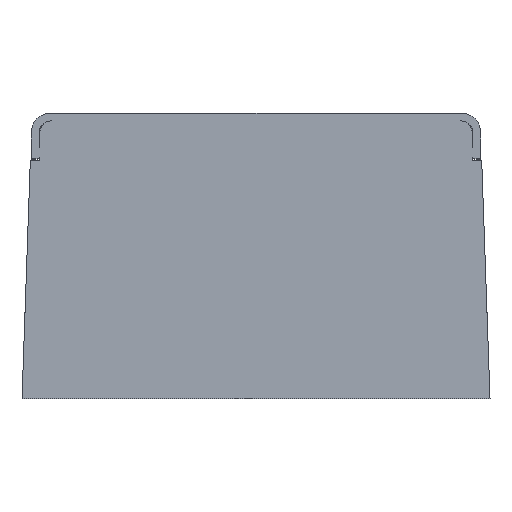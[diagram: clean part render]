
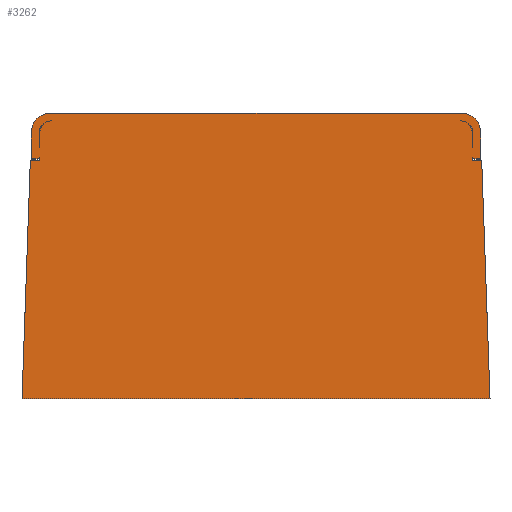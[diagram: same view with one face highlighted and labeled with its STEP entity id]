
A CAD part, top view. The second image highlights one B-rep face of the part: STEP entity #3262.
In plain terms, the highlighted planar face has unit normal (0, 0, 1).
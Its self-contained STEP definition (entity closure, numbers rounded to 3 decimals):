
#1143=CARTESIAN_POINT('',(51.5,31.,30.));
#1144=DIRECTION('',(0.,0.,1.));
#1145=DIRECTION('',(1.,0.,0.));
#1146=AXIS2_PLACEMENT_3D('',#1143,#1144,#1145);
#1148=DIRECTION('',(0.,1.,0.));
#1149=VECTOR('',#1148,3.6);
#1150=CARTESIAN_POINT('',(54.5,27.4,30.));
#1151=LINE('',#1150,#1149);
#1152=CARTESIAN_POINT('',(53.7,28.,30.));
#1153=DIRECTION('',(0.,0.,-1.));
#1154=DIRECTION('',(1.,0.,0.));
#1155=AXIS2_PLACEMENT_3D('',#1152,#1153,#1154);
#1157=DIRECTION('',(0.,-1.,0.));
#1158=VECTOR('',#1157,3.);
#1159=CARTESIAN_POINT('',(54.7,31.,30.));
#1160=LINE('',#1159,#1158);
#1161=CARTESIAN_POINT('',(51.7,31.,30.));
#1162=DIRECTION('',(0.,0.,-1.));
#1163=DIRECTION('',(0.,1.,0.));
#1164=AXIS2_PLACEMENT_3D('',#1161,#1162,#1163);
#1166=DIRECTION('',(0.,-1.,0.));
#1167=VECTOR('',#1166,0.673);
#1168=CARTESIAN_POINT('',(-54.5,24.673,30.));
#1169=LINE('',#1168,#1167);
#1170=CARTESIAN_POINT('',(-55.2,26.,30.));
#1171=DIRECTION('',(0.,0.,1.));
#1172=DIRECTION('',(0.,-1.,0.));
#1173=AXIS2_PLACEMENT_3D('',#1170,#1171,#1172);
#1175=DIRECTION('',(1.,0.,0.));
#1176=VECTOR('',#1175,1.5);
#1177=CARTESIAN_POINT('',(-56.7,24.5,30.));
#1178=LINE('',#1177,#1176);
#1179=DIRECTION('',(0.,-1.,0.));
#1180=VECTOR('',#1179,6.5);
#1181=CARTESIAN_POINT('',(-56.7,31.,30.));
#1182=LINE('',#1181,#1180);
#1183=CARTESIAN_POINT('',(-51.7,31.,30.));
#1184=DIRECTION('',(0.,0.,1.));
#1185=DIRECTION('',(0.,1.,0.));
#1186=AXIS2_PLACEMENT_3D('',#1183,#1184,#1185);
#1188=DIRECTION('',(-1.,0.,0.));
#1189=VECTOR('',#1188,103.4);
#1190=CARTESIAN_POINT('',(51.7,36.,30.));
#1191=LINE('',#1190,#1189);
#1192=CARTESIAN_POINT('',(51.7,31.,30.));
#1193=DIRECTION('',(0.,0.,1.));
#1194=DIRECTION('',(1.,0.,0.));
#1195=AXIS2_PLACEMENT_3D('',#1192,#1193,#1194);
#1197=DIRECTION('',(0.,1.,0.));
#1198=VECTOR('',#1197,6.5);
#1199=CARTESIAN_POINT('',(56.7,24.5,30.));
#1200=LINE('',#1199,#1198);
#1201=DIRECTION('',(1.,0.,0.));
#1202=VECTOR('',#1201,1.5);
#1203=CARTESIAN_POINT('',(55.2,24.5,30.));
#1204=LINE('',#1203,#1202);
#1205=CARTESIAN_POINT('',(55.2,26.,30.));
#1206=DIRECTION('',(0.,0.,1.));
#1207=DIRECTION('',(-0.467,-0.884,0.));
#1208=AXIS2_PLACEMENT_3D('',#1205,#1206,#1207);
#1210=DIRECTION('',(0.,1.,0.));
#1211=VECTOR('',#1210,0.673);
#1212=CARTESIAN_POINT('',(54.5,24.,30.));
#1213=LINE('',#1212,#1211);
#1214=DIRECTION('',(-1.,0.,0.));
#1215=VECTOR('',#1214,2.405);
#1216=CARTESIAN_POINT('',(56.905,24.,30.));
#1217=LINE('',#1216,#1215);
#1218=DIRECTION('',(-0.035,0.999,0.));
#1219=VECTOR('',#1218,60.037);
#1220=CARTESIAN_POINT('',(59.,-36.,30.));
#1221=LINE('',#1220,#1219);
#1222=DIRECTION('',(1.,0.,0.));
#1223=VECTOR('',#1222,118.);
#1224=CARTESIAN_POINT('',(-59.,-36.,30.));
#1225=LINE('',#1224,#1223);
#1226=DIRECTION('',(-0.035,-0.999,0.));
#1227=VECTOR('',#1226,60.037);
#1228=CARTESIAN_POINT('',(-56.905,24.,30.));
#1229=LINE('',#1228,#1227);
#1230=DIRECTION('',(-1.,0.,0.));
#1231=VECTOR('',#1230,2.405);
#1232=CARTESIAN_POINT('',(-54.5,24.,30.));
#1233=LINE('',#1232,#1231);
#1234=CARTESIAN_POINT('',(-51.7,31.,30.));
#1235=DIRECTION('',(0.,0.,-1.));
#1236=DIRECTION('',(-1.,0.,0.));
#1237=AXIS2_PLACEMENT_3D('',#1234,#1235,#1236);
#1239=DIRECTION('',(0.,1.,0.));
#1240=VECTOR('',#1239,3.);
#1241=CARTESIAN_POINT('',(-54.7,28.,30.));
#1242=LINE('',#1241,#1240);
#1243=CARTESIAN_POINT('',(-53.7,28.,30.));
#1244=DIRECTION('',(0.,0.,-1.));
#1245=DIRECTION('',(-0.8,-0.6,0.));
#1246=AXIS2_PLACEMENT_3D('',#1243,#1244,#1245);
#1248=DIRECTION('',(0.,-1.,0.));
#1249=VECTOR('',#1248,3.6);
#1250=CARTESIAN_POINT('',(-54.5,31.,30.));
#1251=LINE('',#1250,#1249);
#1252=CARTESIAN_POINT('',(-51.5,31.,30.));
#1253=DIRECTION('',(0.,0.,1.));
#1254=DIRECTION('',(-0.067,0.998,0.));
#1255=AXIS2_PLACEMENT_3D('',#1252,#1253,#1254);
#1537=CARTESIAN_POINT('',(-54.5,24.,30.));
#1538=CARTESIAN_POINT('',(-56.905,24.,30.));
#1539=VERTEX_POINT('',#1537);
#1540=VERTEX_POINT('',#1538);
#1541=CARTESIAN_POINT('',(-59.,-36.,30.));
#1542=VERTEX_POINT('',#1541);
#1543=CARTESIAN_POINT('',(59.,-36.,30.));
#1544=VERTEX_POINT('',#1543);
#1545=CARTESIAN_POINT('',(56.905,24.,30.));
#1546=VERTEX_POINT('',#1545);
#1547=CARTESIAN_POINT('',(54.5,24.,30.));
#1548=VERTEX_POINT('',#1547);
#1610=CARTESIAN_POINT('',(54.5,31.,30.));
#1612=VERTEX_POINT('',#1610);
#1618=CARTESIAN_POINT('',(-54.5,31.,30.));
#1620=VERTEX_POINT('',#1618);
#1761=CARTESIAN_POINT('',(51.7,34.,30.));
#1762=CARTESIAN_POINT('',(54.7,31.,30.));
#1763=VERTEX_POINT('',#1761);
#1764=VERTEX_POINT('',#1762);
#1765=CARTESIAN_POINT('',(54.7,28.,30.));
#1766=VERTEX_POINT('',#1765);
#1767=CARTESIAN_POINT('',(55.2,24.5,30.));
#1768=CARTESIAN_POINT('',(56.7,24.5,30.));
#1769=VERTEX_POINT('',#1767);
#1770=VERTEX_POINT('',#1768);
#1771=CARTESIAN_POINT('',(56.7,31.,30.));
#1772=VERTEX_POINT('',#1771);
#1773=CARTESIAN_POINT('',(51.7,36.,30.));
#1774=VERTEX_POINT('',#1773);
#1775=CARTESIAN_POINT('',(-51.7,36.,30.));
#1776=VERTEX_POINT('',#1775);
#1777=CARTESIAN_POINT('',(-56.7,31.,30.));
#1778=VERTEX_POINT('',#1777);
#1779=CARTESIAN_POINT('',(-56.7,24.5,30.));
#1780=VERTEX_POINT('',#1779);
#1781=CARTESIAN_POINT('',(-55.2,24.5,30.));
#1782=VERTEX_POINT('',#1781);
#1783=CARTESIAN_POINT('',(-54.7,28.,30.));
#1784=CARTESIAN_POINT('',(-54.7,31.,30.));
#1785=VERTEX_POINT('',#1783);
#1786=VERTEX_POINT('',#1784);
#1787=CARTESIAN_POINT('',(-51.7,34.,30.));
#1788=VERTEX_POINT('',#1787);
#1794=CARTESIAN_POINT('',(54.5,24.673,30.));
#1796=VERTEX_POINT('',#1794);
#1802=CARTESIAN_POINT('',(54.5,27.4,30.));
#1804=VERTEX_POINT('',#1802);
#1826=CARTESIAN_POINT('',(-54.5,27.4,30.));
#1828=VERTEX_POINT('',#1826);
#1834=CARTESIAN_POINT('',(-54.5,24.673,30.));
#1836=VERTEX_POINT('',#1834);
#3208=CARTESIAN_POINT('',(0.,0.,30.));
#3209=DIRECTION('',(0.,0.,1.));
#3210=DIRECTION('',(1.,0.,0.));
#3211=AXIS2_PLACEMENT_3D('',#3208,#3209,#3210);
#3212=PLANE('',#3211);
#3213=ORIENTED_EDGE('',*,*,#2942,.F.);
#3214=ORIENTED_EDGE('',*,*,#2912,.F.);
#3216=ORIENTED_EDGE('',*,*,#3215,.F.);
#3218=ORIENTED_EDGE('',*,*,#3217,.F.);
#3220=ORIENTED_EDGE('',*,*,#3219,.F.);
#3222=ORIENTED_EDGE('',*,*,#3221,.F.);
#3224=ORIENTED_EDGE('',*,*,#3223,.F.);
#3226=ORIENTED_EDGE('',*,*,#3225,.F.);
#3228=ORIENTED_EDGE('',*,*,#3227,.F.);
#3230=ORIENTED_EDGE('',*,*,#3229,.F.);
#3232=ORIENTED_EDGE('',*,*,#3231,.F.);
#3234=ORIENTED_EDGE('',*,*,#3233,.F.);
#3236=ORIENTED_EDGE('',*,*,#3235,.F.);
#3237=ORIENTED_EDGE('',*,*,#3092,.F.);
#3238=ORIENTED_EDGE('',*,*,#2988,.F.);
#3239=ORIENTED_EDGE('',*,*,#2971,.F.);
#3240=EDGE_LOOP('',(#3213,#3214,#3216,#3218,#3220,#3222,#3224,#3226,#3228,#3230,
#3232,#3234,#3236,#3237,#3238,#3239));
#3241=FACE_OUTER_BOUND('',#3240,.F.);
#3243=ORIENTED_EDGE('',*,*,#3242,.F.);
#3245=ORIENTED_EDGE('',*,*,#3244,.F.);
#3247=ORIENTED_EDGE('',*,*,#3246,.F.);
#3249=ORIENTED_EDGE('',*,*,#3248,.F.);
#3251=ORIENTED_EDGE('',*,*,#3250,.F.);
#3252=EDGE_LOOP('',(#3243,#3245,#3247,#3249,#3251));
#3253=FACE_BOUND('',#3252,.F.);
#3255=ORIENTED_EDGE('',*,*,#3254,.F.);
#3256=ORIENTED_EDGE('',*,*,#3201,.F.);
#3257=ORIENTED_EDGE('',*,*,#2892,.F.);
#3258=ORIENTED_EDGE('',*,*,#2876,.F.);
#3259=ORIENTED_EDGE('',*,*,#2845,.F.);
#3260=EDGE_LOOP('',(#3255,#3256,#3257,#3258,#3259));
#3261=FACE_BOUND('',#3260,.F.);
#1147=CIRCLE('',#1146,3.);
#1156=CIRCLE('',#1155,1.);
#1165=CIRCLE('',#1164,3.);
#1174=CIRCLE('',#1173,1.5);
#1187=CIRCLE('',#1186,5.);
#1196=CIRCLE('',#1195,5.);
#1209=CIRCLE('',#1208,1.5);
#1238=CIRCLE('',#1237,3.);
#1247=CIRCLE('',#1246,1.);
#1256=CIRCLE('',#1255,3.);
#2845=EDGE_CURVE('',#1788,#1620,#1256,.T.);
#2876=EDGE_CURVE('',#1620,#1828,#1251,.T.);
#2892=EDGE_CURVE('',#1828,#1785,#1247,.T.);
#2912=EDGE_CURVE('',#1782,#1836,#1174,.T.);
#2942=EDGE_CURVE('',#1836,#1539,#1169,.T.);
#2971=EDGE_CURVE('',#1539,#1540,#1233,.T.);
#2988=EDGE_CURVE('',#1540,#1542,#1229,.T.);
#3092=EDGE_CURVE('',#1542,#1544,#1225,.T.);
#3201=EDGE_CURVE('',#1785,#1786,#1242,.T.);
#3215=EDGE_CURVE('',#1780,#1782,#1178,.T.);
#3217=EDGE_CURVE('',#1778,#1780,#1182,.T.);
#3219=EDGE_CURVE('',#1776,#1778,#1187,.T.);
#3221=EDGE_CURVE('',#1774,#1776,#1191,.T.);
#3223=EDGE_CURVE('',#1772,#1774,#1196,.T.);
#3225=EDGE_CURVE('',#1770,#1772,#1200,.T.);
#3227=EDGE_CURVE('',#1769,#1770,#1204,.T.);
#3229=EDGE_CURVE('',#1796,#1769,#1209,.T.);
#3231=EDGE_CURVE('',#1548,#1796,#1213,.T.);
#3233=EDGE_CURVE('',#1546,#1548,#1217,.T.);
#3235=EDGE_CURVE('',#1544,#1546,#1221,.T.);
#3242=EDGE_CURVE('',#1612,#1763,#1147,.T.);
#3244=EDGE_CURVE('',#1804,#1612,#1151,.T.);
#3246=EDGE_CURVE('',#1766,#1804,#1156,.T.);
#3248=EDGE_CURVE('',#1764,#1766,#1160,.T.);
#3250=EDGE_CURVE('',#1763,#1764,#1165,.T.);
#3254=EDGE_CURVE('',#1786,#1788,#1238,.T.);
#3262=ADVANCED_FACE('',(#3241,#3253,#3261),#3212,.T.);
